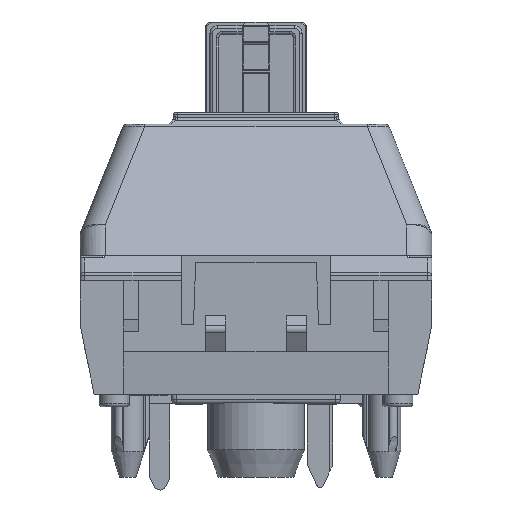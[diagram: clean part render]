
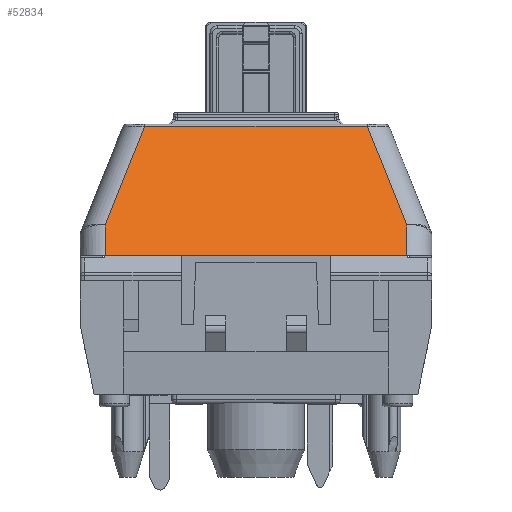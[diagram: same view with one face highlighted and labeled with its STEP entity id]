
A CAD part, left-side view. The second image highlights one B-rep face of the part: STEP entity #52834.
In plain terms, the highlighted planar face has unit normal (-0.837, 0, 0.547).
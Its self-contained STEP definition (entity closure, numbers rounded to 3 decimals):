
#50429 = VERTEX_POINT('',#50430);
#50430 = CARTESIAN_POINT('',(-7.346,-5.975,1.));
#50437 = EDGE_CURVE('',#50438,#50429,#50440,.T.);
#50438 = VERTEX_POINT('',#50439);
#50439 = CARTESIAN_POINT('',(-7.346,5.975,1.));
#50440 = LINE('',#50441,#50442);
#50441 = CARTESIAN_POINT('',(-7.346,0.,1.));
#50442 = VECTOR('',#50443,1.);
#50443 = DIRECTION('',(0.,-1.,0.));
#52408 = VERTEX_POINT('',#52409);
#52409 = CARTESIAN_POINT('',(-4.005,4.413,
    6.109));
#52455 = VERTEX_POINT('',#52456);
#52456 = CARTESIAN_POINT('',(-4.005,-4.413,
    6.109));
#52465 = EDGE_CURVE('',#52408,#52455,#52466,.T.);
#52466 = LINE('',#52467,#52468);
#52467 = CARTESIAN_POINT('',(-4.005,0.,6.109));
#52468 = VECTOR('',#52469,1.);
#52469 = DIRECTION('',(0.,-1.,0.));
#52814 = EDGE_CURVE('',#52455,#52815,#52817,.T.);
#52815 = VERTEX_POINT('',#52816);
#52816 = CARTESIAN_POINT('',(-6.558,-5.975,2.205));
#52817 = LINE('',#52818,#52819);
#52818 = CARTESIAN_POINT('',(-3.606,-4.169,
    6.719));
#52819 = VECTOR('',#52820,1.);
#52820 = DIRECTION('',(-0.519,-0.317,-0.794)
  );
#52834 = ADVANCED_FACE('',(#52835),#52860,.T.);
#52835 = FACE_BOUND('',#52836,.T.);
#52836 = EDGE_LOOP('',(#52837,#52838,#52846,#52852,#52853,#52859));
#52837 = ORIENTED_EDGE('',*,*,#52465,.F.);
#52838 = ORIENTED_EDGE('',*,*,#52839,.F.);
#52839 = EDGE_CURVE('',#52840,#52408,#52842,.T.);
#52840 = VERTEX_POINT('',#52841);
#52841 = CARTESIAN_POINT('',(-6.558,5.975,2.205));
#52842 = LINE('',#52843,#52844);
#52843 = CARTESIAN_POINT('',(-4.645,4.805,
    5.13));
#52844 = VECTOR('',#52845,1.);
#52845 = DIRECTION('',(0.519,-0.317,0.794));
#52846 = ORIENTED_EDGE('',*,*,#52847,.F.);
#52847 = EDGE_CURVE('',#50438,#52840,#52848,.T.);
#52848 = LINE('',#52849,#52850);
#52849 = CARTESIAN_POINT('',(-5.641,5.975,3.607));
#52850 = VECTOR('',#52851,1.);
#52851 = DIRECTION('',(0.547,0.,0.837
    ));
#52852 = ORIENTED_EDGE('',*,*,#50437,.T.);
#52853 = ORIENTED_EDGE('',*,*,#52854,.F.);
#52854 = EDGE_CURVE('',#52815,#50429,#52855,.T.);
#52855 = LINE('',#52856,#52857);
#52856 = CARTESIAN_POINT('',(-5.641,-5.975,3.607));
#52857 = VECTOR('',#52858,1.);
#52858 = DIRECTION('',(-0.547,0.,
    -0.837));
#52859 = ORIENTED_EDGE('',*,*,#52814,.F.);
#52860 = PLANE('',#52861);
#52861 = AXIS2_PLACEMENT_3D('',#52862,#52863,#52864);
#52862 = CARTESIAN_POINT('',(-7.346,0.,1.));
#52863 = DIRECTION('',(-0.837,0.,0.547));
#52864 = DIRECTION('',(0.547,0.,0.837));
